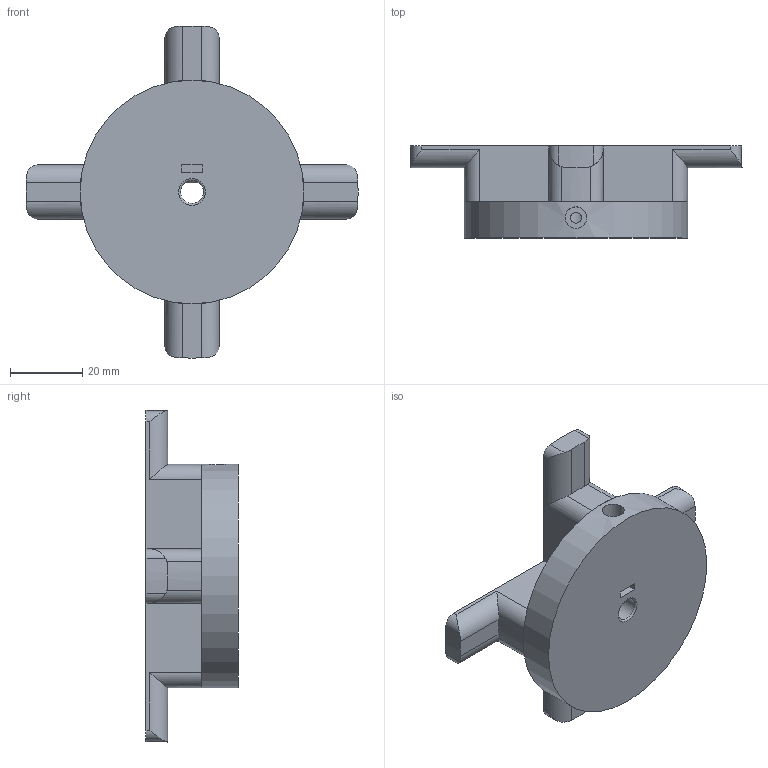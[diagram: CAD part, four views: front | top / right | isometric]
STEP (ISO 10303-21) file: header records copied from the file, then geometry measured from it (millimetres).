
FILE_DESCRIPTION(/* description */ (''),/* implementation_level */ '2;1');
FILE_NAME(/* name */ 'Wing 2.0.step',/* time_stamp */ '2021-02-23T19:33:01-06:00',/* author */ (''),/* organization */ (''),/* preprocessor_version */ 'ST-DEVELOPER v18.1',/* originating_system */ 'Autodesk Translation Framework v9.7.1.1290',/* authorisation */ '');
FILE_SCHEMA (('AUTOMOTIVE_DESIGN { 1 0 10303 214 3 1 1 }'));
Length unit declared in the file: millimetre
Products named in the file (1): Wing 2.0
Bounding box: 91.98 x 25.5 x 91.98 mm (x, y, z)
Volume: 61243.6 mm3; surface area: 20165.5 mm2
Topology: 5 solids, 5 shells, 81 faces, 207 edges, 138 vertices
Faces by surface type: cylinder 41, plane 39, torus 1
Full cylindrical faces by diameter (mm): 3 x2, 6 x1, 6.4 x1, 62 x1
Entity records: 2673 total; most frequent: CARTESIAN_POINT 668, ORIENTED_EDGE 414, DIRECTION 394, EDGE_CURVE 207, VERTEX_POINT 138, AXIS2_PLACEMENT_3D 138, LINE 118, VECTOR 118
